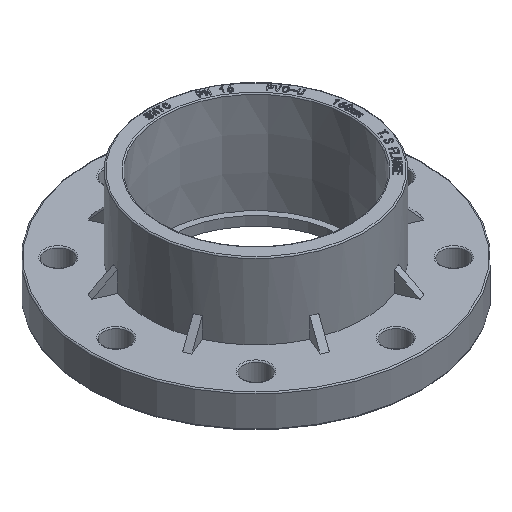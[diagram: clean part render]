
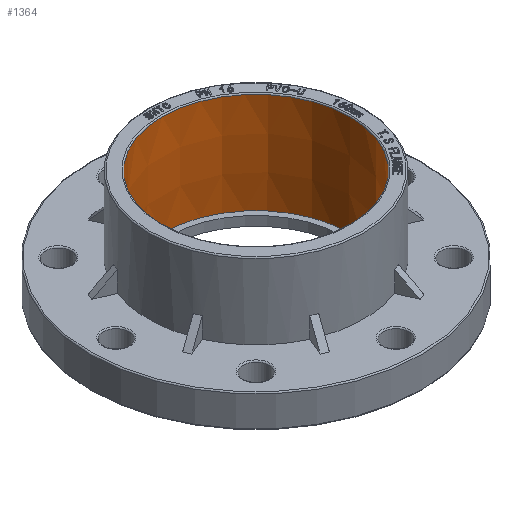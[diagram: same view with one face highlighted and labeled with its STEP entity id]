
A CAD part, isometric view. The second image highlights one B-rep face of the part: STEP entity #1364.
In plain terms, the highlighted conical face has half-angle 0.362 degrees and reference radius 79.9 mm.
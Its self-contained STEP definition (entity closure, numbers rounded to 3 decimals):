
#52=CONICAL_SURFACE('',#20840,79.9,0.362);
#1364=ADVANCED_FACE('',(#5874,#5875),#52,.F.);
#3454=CIRCLE('',#20641,80.444);
#3599=CIRCLE('',#20838,79.9);
#5874=FACE_BOUND('',#6071,.T.);
#5875=FACE_BOUND('',#6072,.T.);
#6071=EDGE_LOOP('',(#8245));
#6072=EDGE_LOOP('',(#8246));
#8245=ORIENTED_EDGE('',*,*,#16388,.F.);
#8246=ORIENTED_EDGE('',*,*,#16585,.T.);
#14285=VERTEX_POINT('',#30888);
#14426=VERTEX_POINT('',#31285);
#16388=EDGE_CURVE('',#14285,#14285,#3454,.T.);
#16585=EDGE_CURVE('',#14426,#14426,#3599,.T.);
#20641=AXIS2_PLACEMENT_3D('',#30887,#22186,#22187);
#20838=AXIS2_PLACEMENT_3D('',#31284,#22622,#22623);
#20840=AXIS2_PLACEMENT_3D('',#31287,#22626,#22627);
#22186=DIRECTION('',(0.,0.,-1.));
#22187=DIRECTION('',(-1.,0.,0.));
#22622=DIRECTION('',(0.,0.,-1.));
#22623=DIRECTION('',(1.,0.,0.));
#22626=DIRECTION('',(0.,0.,1.));
#22627=DIRECTION('',(1.,0.,0.));
#30887=CARTESIAN_POINT('',(0.,388.,92.018));
#30888=CARTESIAN_POINT('',(-80.444,388.,92.018));
#31284=CARTESIAN_POINT('',(0.,388.,6.));
#31285=CARTESIAN_POINT('',(79.9,388.,6.));
#31287=CARTESIAN_POINT('',(0.,388.,6.));
